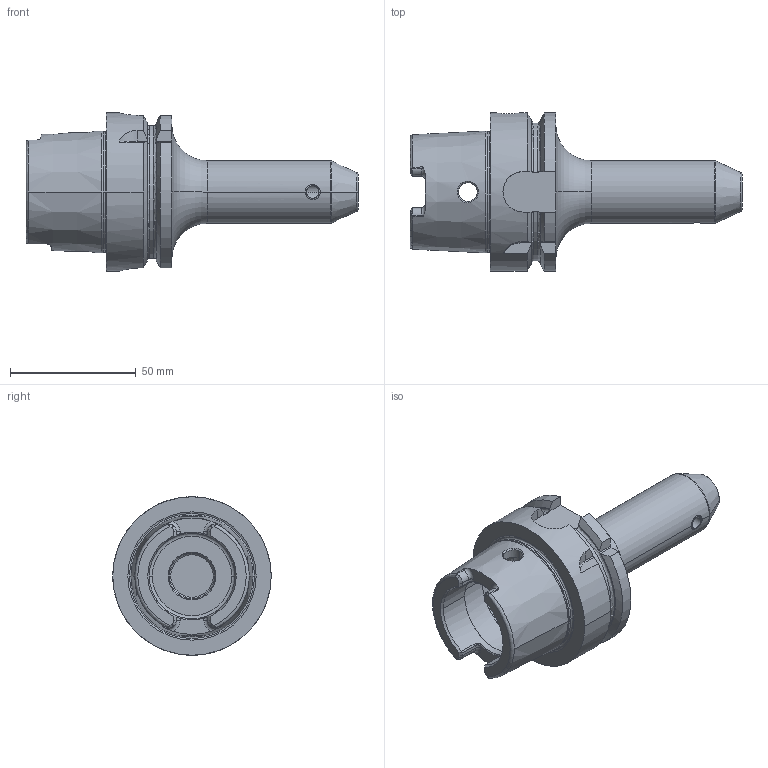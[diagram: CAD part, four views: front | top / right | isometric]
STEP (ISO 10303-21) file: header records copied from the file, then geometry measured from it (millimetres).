
FILE_DESCRIPTION((''),'2;1');
FILE_NAME('A63-001-06','2011-09-13T',('mei'),(''),'PRO/ENGINEER BY PARAMETRIC TECHNOLOGY CORPORATION, 2010430','PRO/ENGINEER BY PARAMETRIC TECHNOLOGY CORPORATION, 2010430','');
FILE_SCHEMA(('CONFIG_CONTROL_DESIGN'));
Length unit declared in the file: millimetre
Products named in the file (1): A63-001-06
Bounding box: 132 x 63 x 63 mm (x, y, z)
Volume: 119214.6 mm3; surface area: 28512.8 mm2
Topology: 1 solids, 3 shells, 182 faces, 469 edges, 288 vertices
Faces by surface type: plane 60, cylinder 52, cone 30, torus 30, bspline 8, extrusion 2
Entity records: 6897 total; most frequent: CARTESIAN_POINT 2573, ORIENTED_EDGE 926, DIRECTION 858, EDGE_CURVE 469, AXIS2_PLACEMENT_3D 337, VERTEX_POINT 288, EDGE_LOOP 187, VECTOR 184
